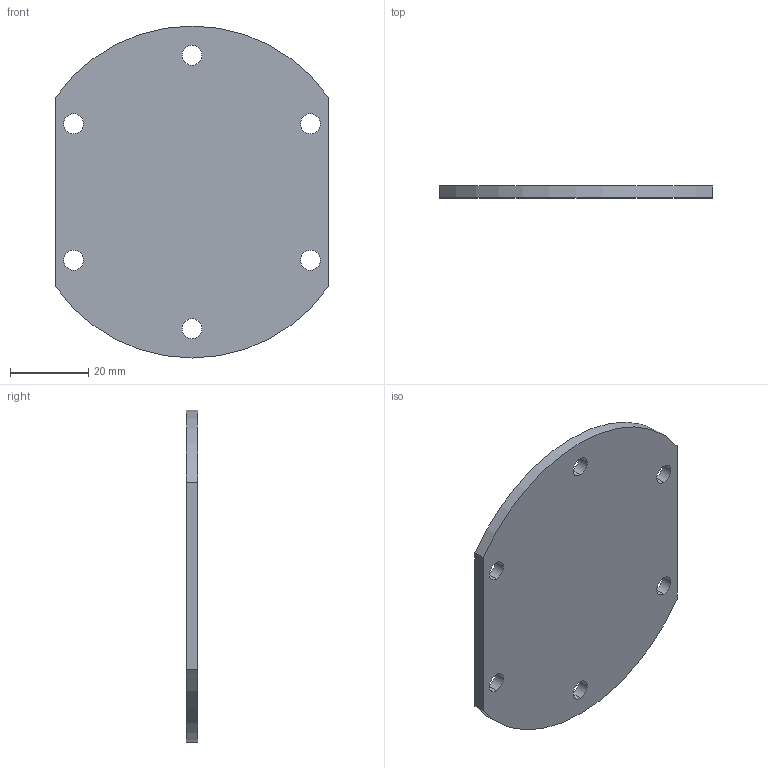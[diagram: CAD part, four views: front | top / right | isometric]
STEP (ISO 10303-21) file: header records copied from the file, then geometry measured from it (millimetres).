
FILE_DESCRIPTION (( 'STEP AP214' ), '1' );
FILE_NAME ('Sparko - Momo Spacer and Backplate - ProMicro.STEP', '2017-09-29T14:37:52', ( '' ), ( '' ), 'SwSTEP 2.0', 'SolidWorks 2014', '' );
FILE_SCHEMA (( 'AUTOMOTIVE_DESIGN' ));
Length unit declared in the file: millimetre
Products named in the file (1): Sparko - Momo Spacer and Backplate - ProMicro
Bounding box: 70.15 x 3 x 85 mm (x, y, z)
Volume: 15203.3 mm3; surface area: 11207 mm2
Topology: 1 solids, 1 shells, 19 faces, 51 edges, 34 vertices
Faces by surface type: cylinder 15, plane 4
Entity records: 673 total; most frequent: DIRECTION 121, CARTESIAN_POINT 105, ORIENTED_EDGE 102, EDGE_CURVE 51, AXIS2_PLACEMENT_3D 50, VERTEX_POINT 34, EDGE_LOOP 31, CIRCLE 30
